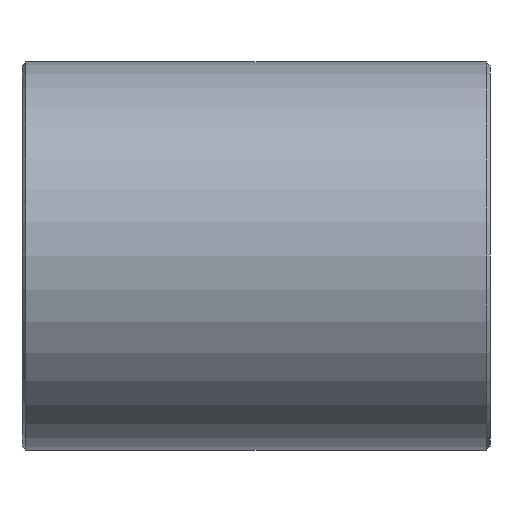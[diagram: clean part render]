
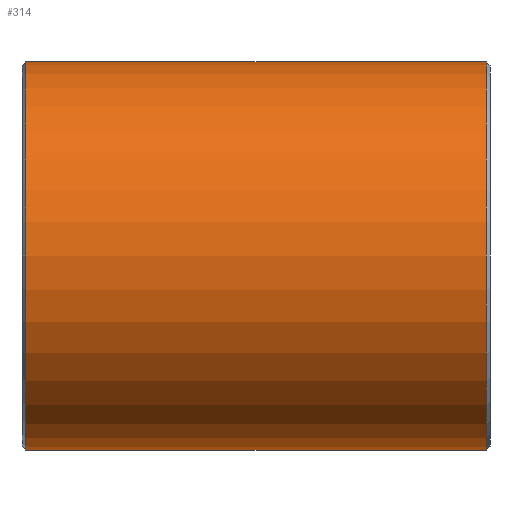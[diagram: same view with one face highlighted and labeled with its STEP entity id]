
A CAD part, left-side view. The second image highlights one B-rep face of the part: STEP entity #314.
In plain terms, the highlighted cylindrical face has radius 4.975 mm (diameter 9.95 mm), a partial arc.
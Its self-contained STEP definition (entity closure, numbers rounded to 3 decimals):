
#6 = DIRECTION ( 'NONE',  ( 0., 1., 0. ) ) ;
#14 = CARTESIAN_POINT ( 'NONE',  ( 0., 6., 0. ) ) ;
#21 = CIRCLE ( 'NONE', #44, 4.975 ) ;
#38 = VERTEX_POINT ( 'NONE', #136 ) ;
#42 = CARTESIAN_POINT ( 'NONE',  ( 0., 5.9, 4.975 ) ) ;
#44 = AXIS2_PLACEMENT_3D ( 'NONE', #222, #357, #255 ) ;
#76 = DIRECTION ( 'NONE',  ( 0., -1., 0. ) ) ;
#97 = ORIENTED_EDGE ( 'NONE', *, *, #159, .F. ) ;
#108 = EDGE_CURVE ( 'NONE', #300, #175, #143, .T. ) ;
#136 = CARTESIAN_POINT ( 'NONE',  ( 0., 5.9, -4.975 ) ) ;
#137 = CYLINDRICAL_SURFACE ( 'NONE', #421, 4.975 ) ;
#143 = CIRCLE ( 'NONE', #246, 4.975 ) ;
#149 = VECTOR ( 'NONE', #279, 1000. ) ;
#159 = EDGE_CURVE ( 'NONE', #257, #175, #198, .T. ) ;
#175 = VERTEX_POINT ( 'NONE', #349 ) ;
#184 = DIRECTION ( 'NONE',  ( 0., 0., -1. ) ) ;
#198 = LINE ( 'NONE', #211, #149 ) ;
#211 = CARTESIAN_POINT ( 'NONE',  ( 0., 6., 4.975 ) ) ;
#219 = DIRECTION ( 'NONE',  ( 0., -1., 0. ) ) ;
#222 = CARTESIAN_POINT ( 'NONE',  ( 0., 5.9, 0. ) ) ;
#225 = ORIENTED_EDGE ( 'NONE', *, *, #236, .T. ) ;
#236 = EDGE_CURVE ( 'NONE', #38, #300, #433, .T. ) ;
#246 = AXIS2_PLACEMENT_3D ( 'NONE', #249, #6, #413 ) ;
#249 = CARTESIAN_POINT ( 'NONE',  ( 0., -5.9, 0. ) ) ;
#252 = CARTESIAN_POINT ( 'NONE',  ( 0., -5.9, -4.975 ) ) ;
#253 = VECTOR ( 'NONE', #219, 1000. ) ;
#255 = DIRECTION ( 'NONE',  ( 0., 0., 1. ) ) ;
#257 = VERTEX_POINT ( 'NONE', #42 ) ;
#279 = DIRECTION ( 'NONE',  ( 0., -1., 0. ) ) ;
#297 = EDGE_CURVE ( 'NONE', #257, #38, #21, .T. ) ;
#300 = VERTEX_POINT ( 'NONE', #252 ) ;
#314 = ADVANCED_FACE ( 'NONE', ( #391 ), #137, .T. ) ;
#329 = EDGE_LOOP ( 'NONE', ( #97, #446, #225, #434 ) ) ;
#349 = CARTESIAN_POINT ( 'NONE',  ( 0., -5.9, 4.975 ) ) ;
#357 = DIRECTION ( 'NONE',  ( 0., -1., 0. ) ) ;
#358 = CARTESIAN_POINT ( 'NONE',  ( 0., 6., -4.975 ) ) ;
#391 = FACE_OUTER_BOUND ( 'NONE', #329, .T. ) ;
#413 = DIRECTION ( 'NONE',  ( 0., 0., 1. ) ) ;
#421 = AXIS2_PLACEMENT_3D ( 'NONE', #14, #76, #184 ) ;
#433 = LINE ( 'NONE', #358, #253 ) ;
#434 = ORIENTED_EDGE ( 'NONE', *, *, #108, .T. ) ;
#446 = ORIENTED_EDGE ( 'NONE', *, *, #297, .T. ) ;
